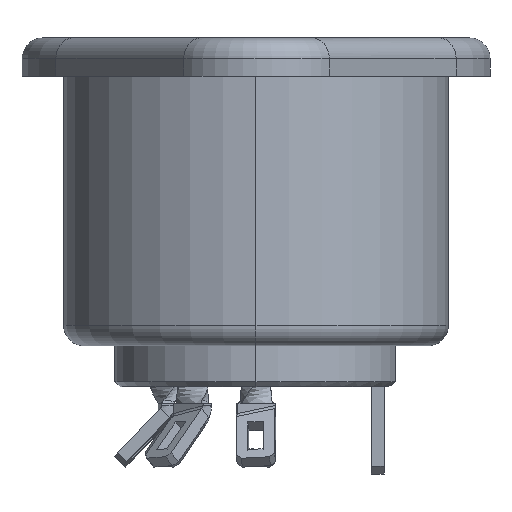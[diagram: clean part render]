
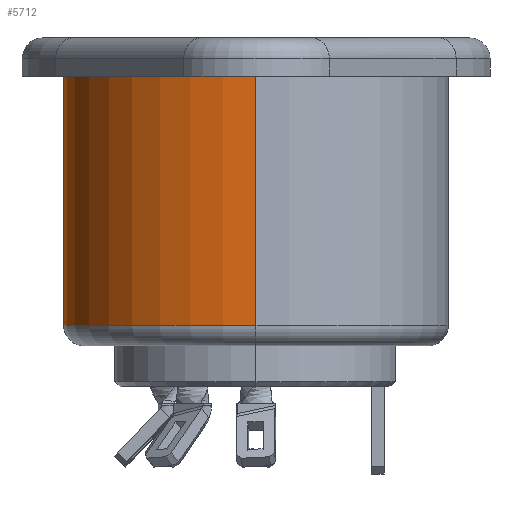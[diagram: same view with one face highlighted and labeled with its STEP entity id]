
A CAD part, left-side view. The second image highlights one B-rep face of the part: STEP entity #5712.
In plain terms, the highlighted cylindrical face has radius 7.5 mm (diameter 15 mm), a partial arc.
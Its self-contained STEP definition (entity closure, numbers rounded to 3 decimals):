
#312 = CARTESIAN_POINT ( 'NONE',  ( 0., 0., -0.9 ) ) ;
#837 = CARTESIAN_POINT ( 'NONE',  ( -7.5, 0., -0.9 ) ) ;
#984 = EDGE_CURVE ( 'NONE', #11517, #13560, #23858, .T. ) ;
#2179 = AXIS2_PLACEMENT_3D ( 'NONE', #9882, #23443, #11835 ) ;
#2276 = DIRECTION ( 'NONE',  ( -1., 0., 0. ) ) ;
#3290 = CIRCLE ( 'NONE', #10032, 7.5 ) ;
#3758 = FACE_OUTER_BOUND ( 'NONE', #18824, .T. ) ;
#5032 = ORIENTED_EDGE ( 'NONE', *, *, #13600, .T. ) ;
#5712 = ADVANCED_FACE ( 'NONE', ( #3758 ), #6495, .T. ) ;
#6495 = CYLINDRICAL_SURFACE ( 'NONE', #20053, 7.5 ) ;
#6557 = ORIENTED_EDGE ( 'NONE', *, *, #12147, .T. ) ;
#7309 = CARTESIAN_POINT ( 'NONE',  ( 7.5, 0., -0.9 ) ) ;
#7749 = VECTOR ( 'NONE', #10231, 1000. ) ;
#9153 = CARTESIAN_POINT ( 'NONE',  ( 7.5, 0., -11.2 ) ) ;
#9882 = CARTESIAN_POINT ( 'NONE',  ( 0., 0., -11.2 ) ) ;
#10032 = AXIS2_PLACEMENT_3D ( 'NONE', #312, #13975, #2276 ) ;
#10225 = LINE ( 'NONE', #18925, #20527 ) ;
#10231 = DIRECTION ( 'NONE',  ( 0., 0., 1. ) ) ;
#11517 = VERTEX_POINT ( 'NONE', #9153 ) ;
#11835 = DIRECTION ( 'NONE',  ( -1., 0., 0. ) ) ;
#12147 = EDGE_CURVE ( 'NONE', #24945, #19849, #3290, .T. ) ;
#12933 = LINE ( 'NONE', #17944, #7749 ) ;
#13104 = CARTESIAN_POINT ( 'NONE',  ( -7.5, 0., -11.2 ) ) ;
#13560 = VERTEX_POINT ( 'NONE', #13104 ) ;
#13600 = EDGE_CURVE ( 'NONE', #13560, #24945, #10225, .T. ) ;
#13975 = DIRECTION ( 'NONE',  ( 0., 0., -1. ) ) ;
#14786 = DIRECTION ( 'NONE',  ( 1., 0., 0. ) ) ;
#16632 = DIRECTION ( 'NONE',  ( 0., 0., 1. ) ) ;
#17944 = CARTESIAN_POINT ( 'NONE',  ( 7.5, 0., -12. ) ) ;
#18824 = EDGE_LOOP ( 'NONE', ( #24461, #5032, #6557, #24575 ) ) ;
#18925 = CARTESIAN_POINT ( 'NONE',  ( -7.5, 0., -12. ) ) ;
#19621 = EDGE_CURVE ( 'NONE', #11517, #19849, #12933, .T. ) ;
#19849 = VERTEX_POINT ( 'NONE', #7309 ) ;
#20053 = AXIS2_PLACEMENT_3D ( 'NONE', #23678, #16632, #14786 ) ;
#20527 = VECTOR ( 'NONE', #20879, 1000. ) ;
#20879 = DIRECTION ( 'NONE',  ( 0., 0., 1. ) ) ;
#23443 = DIRECTION ( 'NONE',  ( 0., 0., 1. ) ) ;
#23678 = CARTESIAN_POINT ( 'NONE',  ( 0., 0., -12. ) ) ;
#23858 = CIRCLE ( 'NONE', #2179, 7.5 ) ;
#24461 = ORIENTED_EDGE ( 'NONE', *, *, #984, .T. ) ;
#24575 = ORIENTED_EDGE ( 'NONE', *, *, #19621, .F. ) ;
#24945 = VERTEX_POINT ( 'NONE', #837 ) ;
